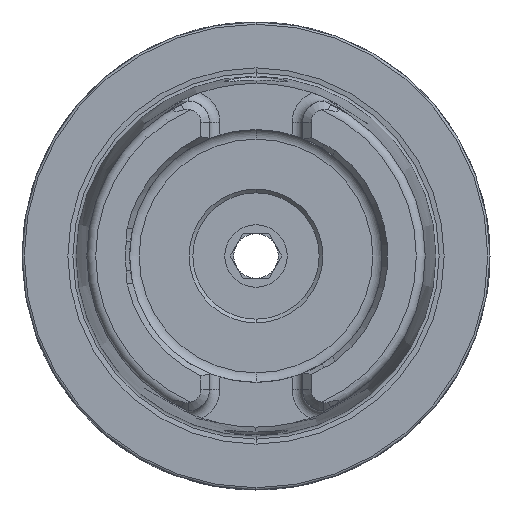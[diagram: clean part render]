
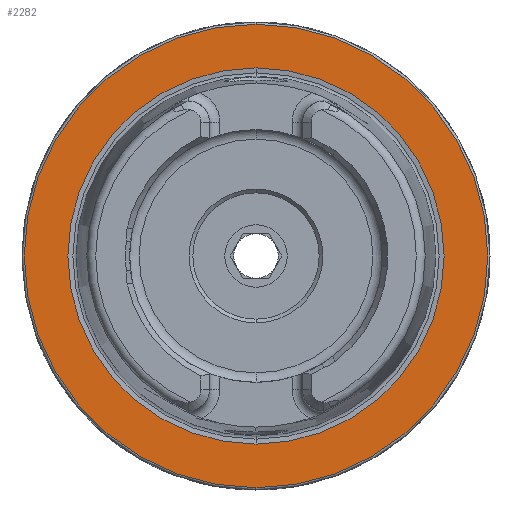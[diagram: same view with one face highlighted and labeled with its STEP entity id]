
A CAD part, left-side view. The second image highlights one B-rep face of the part: STEP entity #2282.
In plain terms, the highlighted planar face has unit normal (-1, 0, 0).
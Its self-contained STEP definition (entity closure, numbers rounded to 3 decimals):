
#16 = CIRCLE ( 'NONE', #2895, 31.2 ) ;
#32 = CIRCLE ( 'NONE', #2894, 25.324 ) ;
#370 = EDGE_CURVE ( 'NONE', #9792, #9793, #32, .T. ) ;
#371 = EDGE_CURVE ( 'NONE', #9797, #9798, #16, .T. ) ;
#584 = EDGE_CURVE ( 'NONE', #9798, #9797, #2111, .T. ) ;
#593 = EDGE_CURVE ( 'NONE', #9793, #9792, #2128, .T. ) ;
#866 = EDGE_LOOP ( 'NONE', ( #1037, #1036 ) ) ;
#867 = EDGE_LOOP ( 'NONE', ( #1039, #1038 ) ) ;
#1036 = ORIENTED_EDGE ( 'NONE', *, *, #371, .T. ) ;
#1037 = ORIENTED_EDGE ( 'NONE', *, *, #584, .T. ) ;
#1038 = ORIENTED_EDGE ( 'NONE', *, *, #593, .F. ) ;
#1039 = ORIENTED_EDGE ( 'NONE', *, *, #370, .F. ) ;
#1642 = CARTESIAN_POINT ( 'NONE',  ( 0., 0., 0. ) ) ;
#1643 = DIRECTION ( 'NONE',  ( -1., 0., 0. ) ) ;
#1644 = DIRECTION ( 'NONE',  ( 0., 0., 1. ) ) ;
#1645 = CARTESIAN_POINT ( 'NONE',  ( 0., 0., 0. ) ) ;
#1646 = DIRECTION ( 'NONE',  ( -1., 0., 0. ) ) ;
#1647 = DIRECTION ( 'NONE',  ( 0., 0., 1. ) ) ;
#2111 = CIRCLE ( 'NONE', #2966, 31.2 ) ;
#2128 = CIRCLE ( 'NONE', #2970, 25.324 ) ;
#2282 = ADVANCED_FACE ( 'NONE', ( #6362, #6363 ), #5866, .F. ) ;
#2894 = AXIS2_PLACEMENT_3D ( 'NONE', #1642, #1643, #1644 ) ;
#2895 = AXIS2_PLACEMENT_3D ( 'NONE', #1645, #1646, #1647 ) ;
#2966 = AXIS2_PLACEMENT_3D ( 'NONE', #4264, #4265, #4266 ) ;
#2970 = AXIS2_PLACEMENT_3D ( 'NONE', #4319, #4320, #4321 ) ;
#3181 = AXIS2_PLACEMENT_3D ( 'NONE', #5865, #5823, #5868 ) ;
#4264 = CARTESIAN_POINT ( 'NONE',  ( 0., 0., 0. ) ) ;
#4265 = DIRECTION ( 'NONE',  ( -1., 0., 0. ) ) ;
#4266 = DIRECTION ( 'NONE',  ( 0., 0., 1. ) ) ;
#4319 = CARTESIAN_POINT ( 'NONE',  ( 0., 0., 0. ) ) ;
#4320 = DIRECTION ( 'NONE',  ( -1., 0., 0. ) ) ;
#4321 = DIRECTION ( 'NONE',  ( 0., 0., 1. ) ) ;
#5823 = DIRECTION ( 'NONE',  ( 1., 0., 0. ) ) ;
#5865 = CARTESIAN_POINT ( 'NONE',  ( 0., 31.2, 0. ) ) ;
#5866 = PLANE ( 'NONE',  #3181 ) ;
#5868 = DIRECTION ( 'NONE',  ( 0., 0., -1. ) ) ;
#6362 = FACE_BOUND ( 'NONE', #867, .T. ) ;
#6363 = FACE_OUTER_BOUND ( 'NONE', #866, .T. ) ;
#8475 = CARTESIAN_POINT ( 'NONE',  ( 0., 0., 25.324 ) ) ;
#8476 = CARTESIAN_POINT ( 'NONE',  ( 0., 0., -25.324 ) ) ;
#8480 = CARTESIAN_POINT ( 'NONE',  ( 0., 0., -31.2 ) ) ;
#8481 = CARTESIAN_POINT ( 'NONE',  ( 0., 0., 31.2 ) ) ;
#9792 = VERTEX_POINT ( 'NONE', #8475 ) ;
#9793 = VERTEX_POINT ( 'NONE', #8476 ) ;
#9797 = VERTEX_POINT ( 'NONE', #8480 ) ;
#9798 = VERTEX_POINT ( 'NONE', #8481 ) ;
